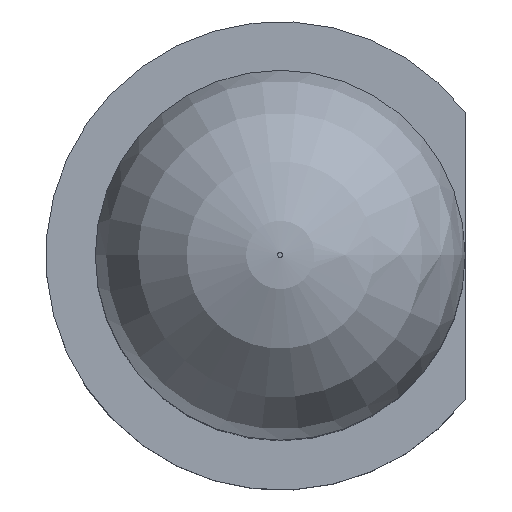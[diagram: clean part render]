
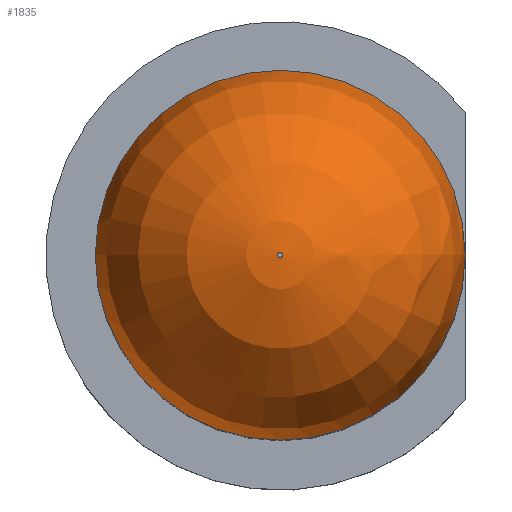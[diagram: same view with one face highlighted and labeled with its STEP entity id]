
A CAD part, top view. The second image highlights one B-rep face of the part: STEP entity #1835.
In plain terms, the highlighted face is a revolution surface.
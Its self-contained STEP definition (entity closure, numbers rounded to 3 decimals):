
#1551 = CYLINDRICAL_SURFACE('',#1552,1.52);
#1552 = AXIS2_PLACEMENT_3D('',#1553,#1554,#1555);
#1553 = CARTESIAN_POINT('',(0.,0.,0.8));
#1554 = DIRECTION('',(-0.,-0.,-1.));
#1555 = DIRECTION('',(1.,0.,0.));
#1768 = VERTEX_POINT('',#1769);
#1769 = CARTESIAN_POINT('',(1.52,0.,3.88));
#1790 = EDGE_CURVE('',#1768,#1768,#1791,.T.);
#1791 = SURFACE_CURVE('',#1792,(#1797,#1804),.PCURVE_S1.);
#1792 = CIRCLE('',#1793,1.52);
#1793 = AXIS2_PLACEMENT_3D('',#1794,#1795,#1796);
#1794 = CARTESIAN_POINT('',(0.,0.,3.88));
#1795 = DIRECTION('',(0.,0.,1.));
#1796 = DIRECTION('',(1.,0.,0.));
#1797 = PCURVE('',#1551,#1798);
#1798 = DEFINITIONAL_REPRESENTATION('',(#1799),#1803);
#1799 = LINE('',#1800,#1801);
#1800 = CARTESIAN_POINT('',(-0.,-3.08));
#1801 = VECTOR('',#1802,1.);
#1802 = DIRECTION('',(-1.,0.));
#1803 = ( GEOMETRIC_REPRESENTATION_CONTEXT(2) 
PARAMETRIC_REPRESENTATION_CONTEXT() REPRESENTATION_CONTEXT('2D SPACE',''
  ) );
#1804 = PCURVE('',#1805,#1820);
#1805 = SURFACE_OF_REVOLUTION('',#1806,#1817);
#1806 = B_SPLINE_CURVE_WITH_KNOTS('',5,(#1807,#1808,#1809,#1810,#1811,
    #1812,#1813,#1814,#1815,#1816),.UNSPECIFIED.,.F.,.F.,(6,4,6),(0.,
    0.785,1.571),.UNSPECIFIED.);
#1807 = CARTESIAN_POINT('',(1.52,0.,3.88));
#1808 = CARTESIAN_POINT('',(1.52,0.,4.116));
#1809 = CARTESIAN_POINT('',(1.474,0.,4.351));
#1810 = CARTESIAN_POINT('',(1.381,0.,4.575));
#1811 = CARTESIAN_POINT('',(1.247,0.,4.774));
#1812 = CARTESIAN_POINT('',(0.914,0.,5.107));
#1813 = CARTESIAN_POINT('',(0.715,0.,5.241));
#1814 = CARTESIAN_POINT('',(0.491,0.,5.334));
#1815 = CARTESIAN_POINT('',(0.256,0.,5.38));
#1816 = CARTESIAN_POINT('',(0.02,0.,5.38));
#1817 = AXIS1_PLACEMENT('',#1818,#1819);
#1818 = CARTESIAN_POINT('',(0.,0.,3.88));
#1819 = DIRECTION('',(0.,0.,1.));
#1820 = DEFINITIONAL_REPRESENTATION('',(#1821),#1825);
#1821 = LINE('',#1822,#1823);
#1822 = CARTESIAN_POINT('',(0.,0.));
#1823 = VECTOR('',#1824,1.);
#1824 = DIRECTION('',(1.,0.));
#1825 = ( GEOMETRIC_REPRESENTATION_CONTEXT(2) 
PARAMETRIC_REPRESENTATION_CONTEXT() REPRESENTATION_CONTEXT('2D SPACE',''
  ) );
#1835 = ADVANCED_FACE('',(#1836),#1805,.T.);
#1836 = FACE_BOUND('',#1837,.T.);
#1837 = EDGE_LOOP('',(#1838,#1862,#1863,#1864));
#1838 = ORIENTED_EDGE('',*,*,#1839,.F.);
#1839 = EDGE_CURVE('',#1768,#1840,#1842,.T.);
#1840 = VERTEX_POINT('',#1841);
#1841 = CARTESIAN_POINT('',(0.02,0.,5.38));
#1842 = SEAM_CURVE('',#1843,(#1848,#1855),.PCURVE_S1.);
#1843 = CIRCLE('',#1844,1.5);
#1844 = AXIS2_PLACEMENT_3D('',#1845,#1846,#1847);
#1845 = CARTESIAN_POINT('',(0.02,0.,3.88));
#1846 = DIRECTION('',(0.,-1.,0.));
#1847 = DIRECTION('',(1.,0.,0.));
#1848 = PCURVE('',#1805,#1849);
#1849 = DEFINITIONAL_REPRESENTATION('',(#1850),#1854);
#1850 = LINE('',#1851,#1852);
#1851 = CARTESIAN_POINT('',(0.,0.));
#1852 = VECTOR('',#1853,1.);
#1853 = DIRECTION('',(0.,1.));
#1854 = ( GEOMETRIC_REPRESENTATION_CONTEXT(2) 
PARAMETRIC_REPRESENTATION_CONTEXT() REPRESENTATION_CONTEXT('2D SPACE',''
  ) );
#1855 = PCURVE('',#1805,#1856);
#1856 = DEFINITIONAL_REPRESENTATION('',(#1857),#1861);
#1857 = LINE('',#1858,#1859);
#1858 = CARTESIAN_POINT('',(6.283,0.));
#1859 = VECTOR('',#1860,1.);
#1860 = DIRECTION('',(0.,1.));
#1861 = ( GEOMETRIC_REPRESENTATION_CONTEXT(2) 
PARAMETRIC_REPRESENTATION_CONTEXT() REPRESENTATION_CONTEXT('2D SPACE',''
  ) );
#1862 = ORIENTED_EDGE('',*,*,#1790,.T.);
#1863 = ORIENTED_EDGE('',*,*,#1839,.T.);
#1864 = ORIENTED_EDGE('',*,*,#1865,.F.);
#1865 = EDGE_CURVE('',#1840,#1840,#1866,.T.);
#1866 = SURFACE_CURVE('',#1867,(#1872,#1879),.PCURVE_S1.);
#1867 = CIRCLE('',#1868,0.02);
#1868 = AXIS2_PLACEMENT_3D('',#1869,#1870,#1871);
#1869 = CARTESIAN_POINT('',(0.,0.,5.38));
#1870 = DIRECTION('',(0.,0.,1.));
#1871 = DIRECTION('',(1.,0.,0.));
#1872 = PCURVE('',#1805,#1873);
#1873 = DEFINITIONAL_REPRESENTATION('',(#1874),#1878);
#1874 = LINE('',#1875,#1876);
#1875 = CARTESIAN_POINT('',(0.,1.571));
#1876 = VECTOR('',#1877,1.);
#1877 = DIRECTION('',(1.,0.));
#1878 = ( GEOMETRIC_REPRESENTATION_CONTEXT(2) 
PARAMETRIC_REPRESENTATION_CONTEXT() REPRESENTATION_CONTEXT('2D SPACE',''
  ) );
#1879 = PCURVE('',#1880,#1885);
#1880 = PLANE('',#1881);
#1881 = AXIS2_PLACEMENT_3D('',#1882,#1883,#1884);
#1882 = CARTESIAN_POINT('',(0.,0.,5.38));
#1883 = DIRECTION('',(0.,0.,1.));
#1884 = DIRECTION('',(1.,0.,0.));
#1885 = DEFINITIONAL_REPRESENTATION('',(#1886),#1890);
#1886 = CIRCLE('',#1887,0.02);
#1887 = AXIS2_PLACEMENT_2D('',#1888,#1889);
#1888 = CARTESIAN_POINT('',(0.,0.));
#1889 = DIRECTION('',(1.,0.));
#1890 = ( GEOMETRIC_REPRESENTATION_CONTEXT(2) 
PARAMETRIC_REPRESENTATION_CONTEXT() REPRESENTATION_CONTEXT('2D SPACE',''
  ) );
